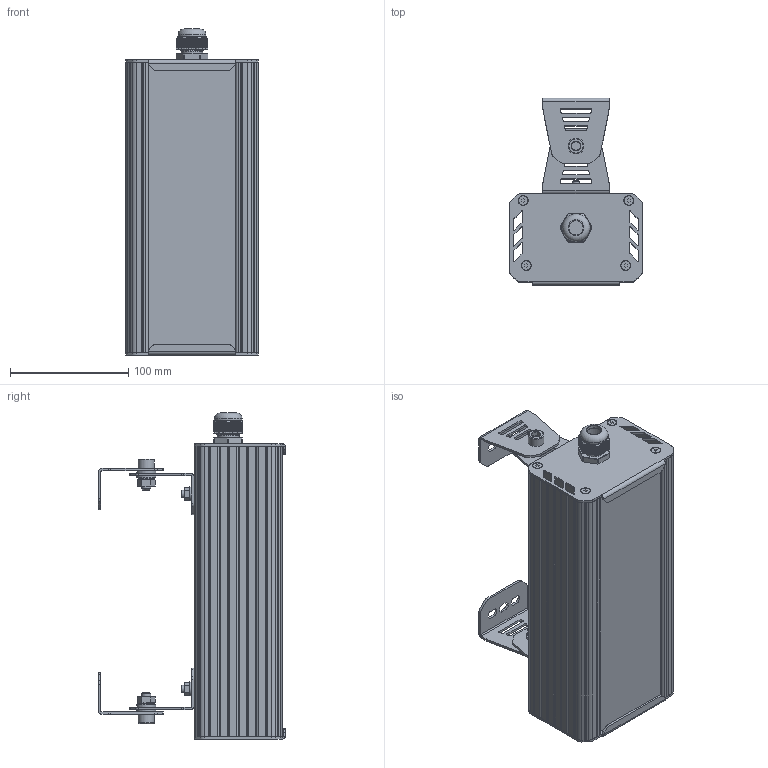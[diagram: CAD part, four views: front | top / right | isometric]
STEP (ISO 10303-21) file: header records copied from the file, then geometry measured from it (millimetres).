
FILE_DESCRIPTION(('STEP AP214'), '1');
FILE_NAME('001.0070.31.000 - ÃÑÏ-Ïðèìà-Îïòèê-30', '2023-09-22T17:38:13', ('Ëóêîíèí Å Ï'), ('ÎÊÁ Ñâîé Ñòèëü'), 'C3D Converter', 'C3D Toolkit', '');
FILE_SCHEMA(('AUTOMOTIVE_DESIGN { 1 0 10303 214 3 1 1}'));
Length unit declared in the file: millimetre
Products named in the file (31): 001.0070.31.000; 001.0065.01.000
Assembly tree (54 placements, depth 4):
  001.0070.31.000
    (unnamed)
      (unnamed)
      (unnamed)
      (unnamed)  x4
      (unnamed)
      (unnamed)  x4
      (unnamed)
      (unnamed)
      (unnamed)
      (unnamed)  x3
        (unnamed)
        (unnamed)
        (unnamed)
        (unnamed)
        (unnamed)
        (unnamed)
        (unnamed)
        (unnamed)
        (unnamed)
        (unnamed)
    001.0065.01.000  x2
      (unnamed)
      (unnamed)
      (unnamed)
      (unnamed)
      (unnamed)
      (unnamed)
      (unnamed)
      (unnamed)
      (unnamed)
Bounding box: 112.19 x 158.42 x 276 mm (x, y, z)
Volume: 571749.1 mm3; surface area: 481022 mm2
Topology: 139 solids, 139 shells, 2983 faces, 7690 edges, 5153 vertices
Faces by surface type: plane 1806, cylinder 932, cone 166, bspline 60, torus 10, sphere 9
Full cylindrical faces by diameter (mm): 1 x9, 2 x6, 2.5 x12, 2.8 x75, 3.2 x9, 3.5 x18, 4 x8, 6 x4, 6.375 x2, 8 x12, 8.5 x8, 9 x39, 12 x3, 12.5 x1, 13.333 x2, 16 x4, 18.5 x3, 20 x1, 23.5 x1
Entity records: 114670 total; most frequent: CARTESIAN_POINT 40332, DIRECTION 9946, ORIENTED_EDGE 9670, EDGE_CURVE 4835, COLOUR_RGB 4329, PRESENTATION_STYLE_ASSIGNMENT 4329, AXIS2_PLACEMENT_3D 3550, CURVE_STYLE 3450
